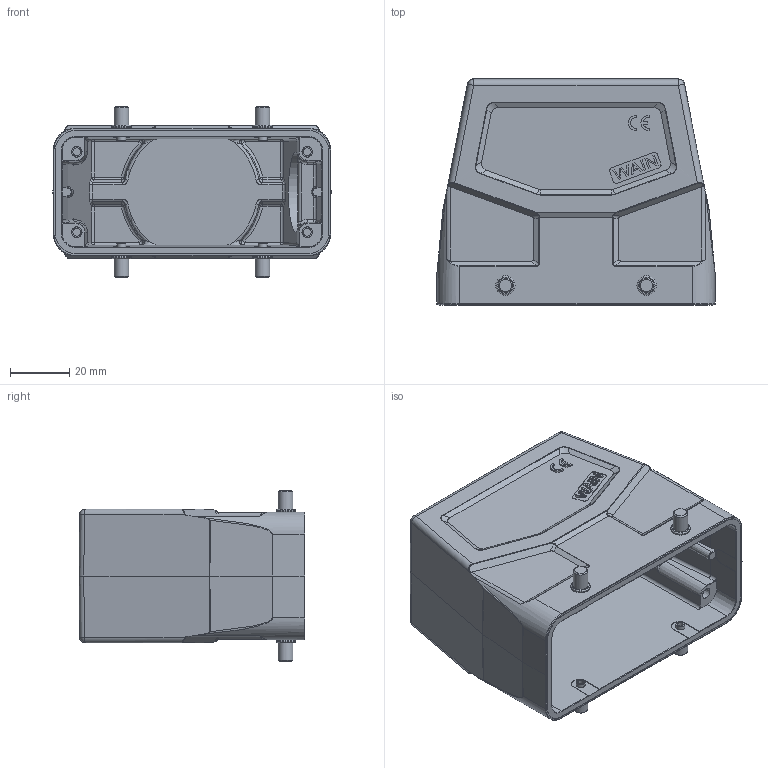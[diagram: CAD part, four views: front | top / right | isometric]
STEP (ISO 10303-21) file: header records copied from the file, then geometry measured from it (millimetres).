
FILE_DESCRIPTION(/* description */ (''),/* implementation_level */ '2;1');
FILE_NAME(/* name */ 'SEH.stp',/* time_stamp */ '2024-03-18T13:00:28+08:00',/* author */ (''),/* organization */ (''),/* preprocessor_version */ 'ST-DEVELOPER v18.1',/* originating_system */ 'SIEMENS PLM Software NX 1980',/* authorisation */ '');
FILE_SCHEMA (('AP203_CONFIGURATION_CONTROLLED_3D_DESIGN_OF_MECHANICAL_PARTS_AND_ASSEMBLIES_MIM_LF { 1 0 10303 403 2 1 2}'));
Length unit declared in the file: millimetre
Products named in the file (1): _model2
Bounding box: 93.5 x 76 x 57.5 mm (x, y, z)
Volume: 79710.8 mm3; surface area: 42706.7 mm2
Topology: 1 solids, 1 shells, 601 faces, 1493 edges, 909 vertices
Faces by surface type: plane 232, cylinder 213, bspline 49, torus 48, cone 29, sphere 28, extrusion 2
Full cylindrical faces by diameter (mm): 1.9 x4, 2.65 x4, 3 x4, 4.9 x4, 6.5 x4, 26.9 x1
Entity records: 19930 total; most frequent: CARTESIAN_POINT 6317, ORIENTED_EDGE 2806, DIRECTION 2762, EDGE_CURVE 1403, AXIS2_PLACEMENT_3D 1012, VERTEX_POINT 885, VECTOR 738, LINE 736
